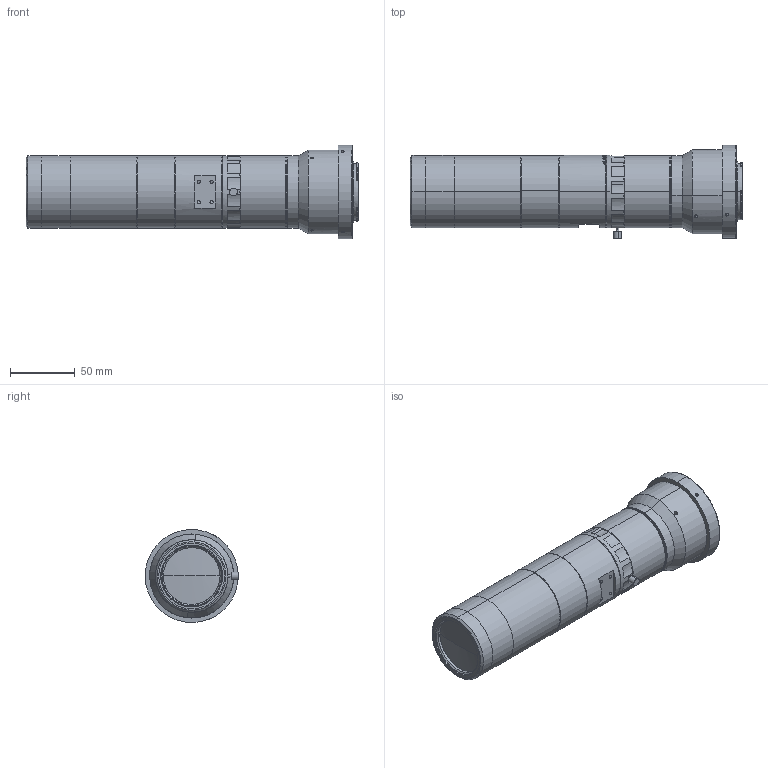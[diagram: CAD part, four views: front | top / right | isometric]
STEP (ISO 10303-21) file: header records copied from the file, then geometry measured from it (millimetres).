
FILE_DESCRIPTION (( 'STEP AP203' ), '1' );
FILE_NAME ('XF-MDT2X110-D35-VI.STEP', '2017-05-03T02:59:12', ( 'Lxtx999.CoM' ), ( 'Lxtx999.CoM' ), 'SwSTEP 2.0', 'SolidWorks 2014', '' );
FILE_SCHEMA (( 'CONFIG_CONTROL_DESIGN' ));
Length unit declared in the file: millimetre
Products named in the file (1): XF-MDT2X110-D35-VI
Bounding box: 256.83 x 72.5 x 72 mm (x, y, z)
Surface area: 68260 mm2 (no closed solid volume)
Topology: 0 solids, 29 shells, 238 faces, 814 edges, 574 vertices
Faces by surface type: cylinder 126, plane 74, cone 33, sphere 2, torus 2, bspline 1
Entity records: 10483 total; most frequent: CARTESIAN_POINT 3396, DIRECTION 1551, ORIENTED_EDGE 1270, EDGE_CURVE 814, AXIS2_PLACEMENT_3D 615, VERTEX_POINT 574, CIRCLE 377, VECTOR 321
